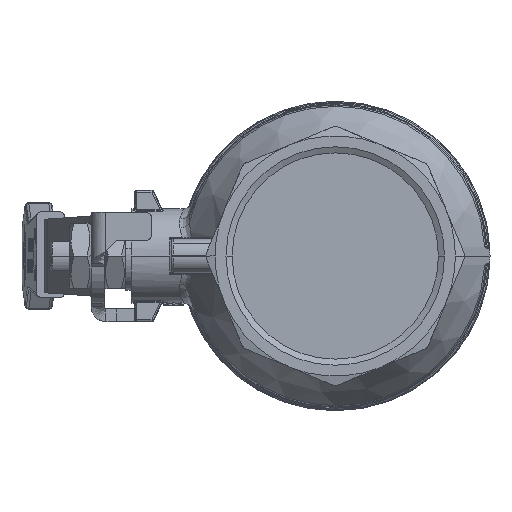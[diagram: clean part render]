
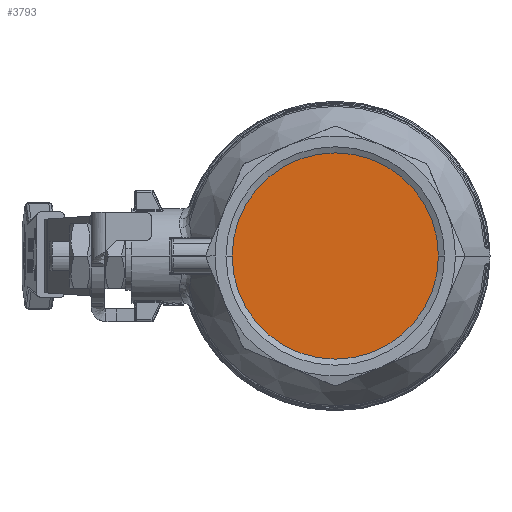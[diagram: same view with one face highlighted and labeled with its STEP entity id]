
A CAD part, left-side view. The second image highlights one B-rep face of the part: STEP entity #3793.
In plain terms, the highlighted planar face has unit normal (-1, 0, 0).
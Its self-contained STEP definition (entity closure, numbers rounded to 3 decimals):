
#3793=ADVANCED_FACE('',(#8321),#8322,.F.);
#8321=FACE_OUTER_BOUND('',#16853,.T.);
#8322=PLANE('',#16854);
#16853=EDGE_LOOP('',(#30990,#30991));
#16854=AXIS2_PLACEMENT_3D('',#30992,#30993,#30994);
#30990=ORIENTED_EDGE('',*,*,#36853,.T.);
#30991=ORIENTED_EDGE('',*,*,#40370,.T.);
#30992=CARTESIAN_POINT('',(-35.0,25.964,0.0));
#30993=DIRECTION('',(1.0,0.,0.));
#30994=DIRECTION('',(0.0,1.0,0.));
#36853=EDGE_CURVE('',#43367,#43369,#43371,.T.);
#40370=EDGE_CURVE('',#43369,#43367,#48557,.T.);
#43367=VERTEX_POINT('',#52984);
#43369=VERTEX_POINT('',#52987);
#43371=CIRCLE('',#52990,28.328);
#48557=CIRCLE('',#63427,28.328);
#52984=CARTESIAN_POINT('',(-35.0,28.328,0.0));
#52987=CARTESIAN_POINT('',(-35.0,-28.328,0.));
#52990=AXIS2_PLACEMENT_3D('',#71622,#71623,#71624);
#63427=AXIS2_PLACEMENT_3D('',#74029,#74030,#74031);
#71622=CARTESIAN_POINT('',(-35.0,0.,0.0));
#71623=DIRECTION('',(-1.0,0.,0.0));
#71624=DIRECTION('',(0.,1.0,0.0));
#74029=CARTESIAN_POINT('',(-35.0,0.,0.0));
#74030=DIRECTION('',(-1.0,0.,0.0));
#74031=DIRECTION('',(0.,1.0,0.0));
